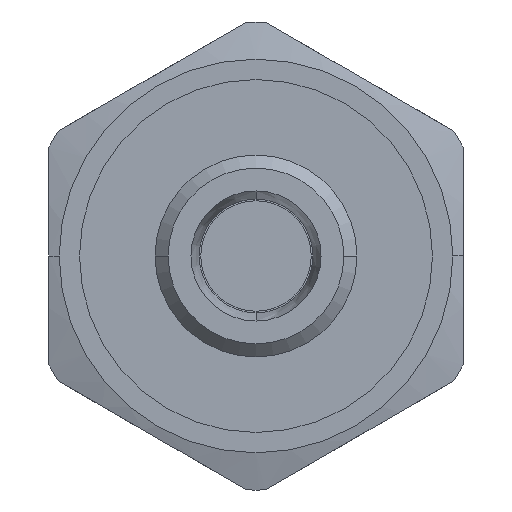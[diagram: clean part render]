
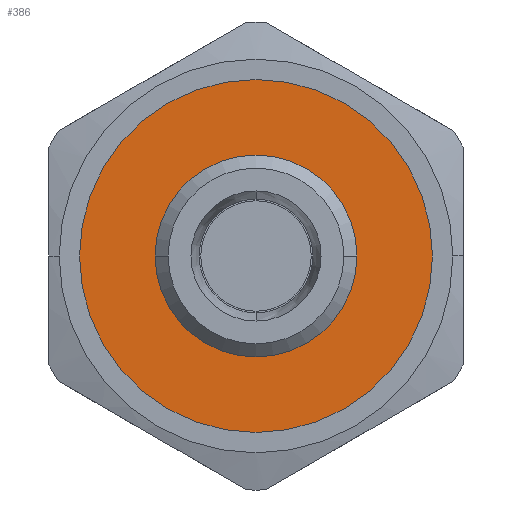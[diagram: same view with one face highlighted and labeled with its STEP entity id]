
A CAD part, left-side view. The second image highlights one B-rep face of the part: STEP entity #386.
In plain terms, the highlighted planar face has unit normal (-1, 0, 0).
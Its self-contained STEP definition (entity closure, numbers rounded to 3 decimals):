
#386=ADVANCED_FACE('11:164',(#808,#809),#810,.T.);
#808=FACE_OUTER_BOUND('',#1299,.T.);
#809=FACE_BOUND('',#1300,.T.);
#810=PLANE('',#1301);
#1299=EDGE_LOOP('',(#2106,#2107));
#1300=EDGE_LOOP('',(#2108,#2109,#2110));
#1301=AXIS2_PLACEMENT_3D('',#2111,#2112,#2113);
#2106=ORIENTED_EDGE('',*,*,#3171,.F.);
#2107=ORIENTED_EDGE('',*,*,#3172,.F.);
#2108=ORIENTED_EDGE('',*,*,#3173,.T.);
#2109=ORIENTED_EDGE('',*,*,#3174,.T.);
#2110=ORIENTED_EDGE('',*,*,#3175,.T.);
#2111=CARTESIAN_POINT('',(123.235,129.971,0.0));
#2112=DIRECTION('',(-1.0,0.,0.0));
#2113=DIRECTION('',(0.,-1.0,0.0));
#3171=EDGE_CURVE('11:458',#3851,#3852,#3853,.F.);
#3172=EDGE_CURVE('',#3852,#3851,#3854,.F.);
#3173=EDGE_CURVE('11:461',#3855,#3856,#3857,.T.);
#3174=EDGE_CURVE('',#3856,#3858,#3859,.T.);
#3175=EDGE_CURVE('',#3858,#3855,#3860,.T.);
#3851=VERTEX_POINT('',#4812);
#3852=VERTEX_POINT('',#4813);
#3853=CIRCLE('',#4814,11.5);
#3854=CIRCLE('',#4815,11.5);
#3855=VERTEX_POINT('',#4816);
#3856=VERTEX_POINT('',#4817);
#3857=CIRCLE('',#4818,6.25);
#3858=VERTEX_POINT('',#4819);
#3859=CIRCLE('',#4820,6.25);
#3860=CIRCLE('',#4821,6.25);
#4812=CARTESIAN_POINT('',(123.235,109.596,0.));
#4813=CARTESIAN_POINT('',(123.235,132.596,0.));
#4814=AXIS2_PLACEMENT_3D('',#5614,#5615,#5616);
#4815=AXIS2_PLACEMENT_3D('',#5617,#5618,#5619);
#4816=CARTESIAN_POINT('',(123.235,127.346,0.0));
#4817=CARTESIAN_POINT('',(123.235,121.096,6.25));
#4818=AXIS2_PLACEMENT_3D('',#5620,#5621,#5622);
#4819=CARTESIAN_POINT('',(123.235,121.096,-6.25));
#4820=AXIS2_PLACEMENT_3D('',#5623,#5624,#5625);
#4821=AXIS2_PLACEMENT_3D('',#5626,#5627,#5628);
#5614=CARTESIAN_POINT('',(123.235,121.096,0.0));
#5615=DIRECTION('',(-1.0,0.,0.0));
#5616=DIRECTION('',(0.,1.0,0.0));
#5617=CARTESIAN_POINT('',(123.235,121.096,0.0));
#5618=DIRECTION('',(-1.0,0.,0.0));
#5619=DIRECTION('',(0.,1.0,0.0));
#5620=CARTESIAN_POINT('',(123.235,121.096,0.0));
#5621=DIRECTION('',(1.0,0.0,0.0));
#5622=DIRECTION('',(0.0,1.0,0.0));
#5623=CARTESIAN_POINT('',(123.235,121.096,0.0));
#5624=DIRECTION('',(1.0,0.0,0.0));
#5625=DIRECTION('',(0.0,1.0,0.0));
#5626=CARTESIAN_POINT('',(123.235,121.096,0.0));
#5627=DIRECTION('',(1.0,0.0,0.0));
#5628=DIRECTION('',(0.0,1.0,0.0));
